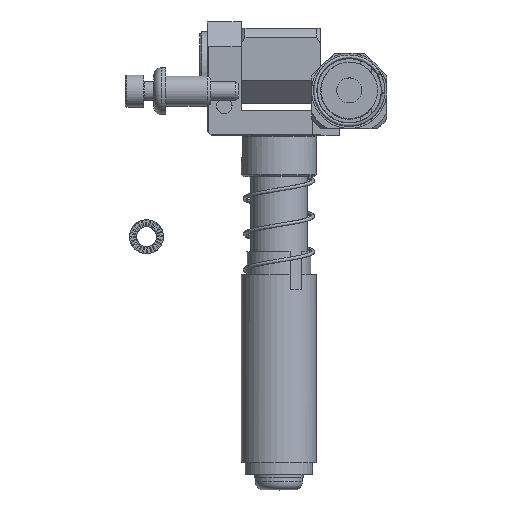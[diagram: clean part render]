
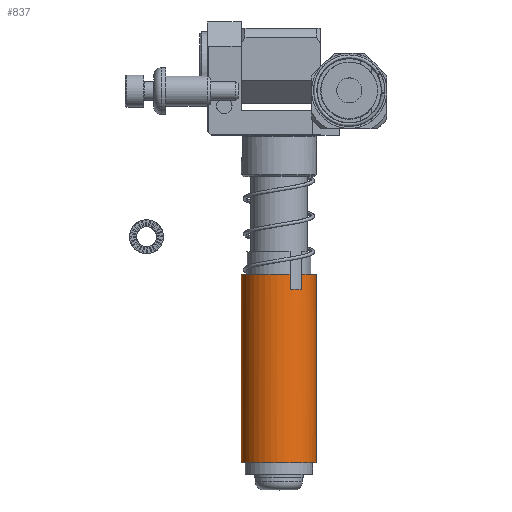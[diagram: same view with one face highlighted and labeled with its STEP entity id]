
A CAD part, top view. The second image highlights one B-rep face of the part: STEP entity #837.
In plain terms, the highlighted cylindrical face has radius 10 mm (diameter 20 mm), a full revolution.
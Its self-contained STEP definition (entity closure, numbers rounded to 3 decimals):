
#837 = ADVANCED_FACE( '', ( #1741, #1742 ), #1743, .T. );
#1741 = FACE_OUTER_BOUND( '', #3708, .T. );
#1742 = FACE_OUTER_BOUND( '', #3709, .T. );
#1743 = CYLINDRICAL_SURFACE( '', #3710, 10. );
#3708 = EDGE_LOOP( '', ( #6205, #6206, #6207, #6208, #6209, #6210, #6211, #6212 ) );
#3709 = EDGE_LOOP( '', ( #6213 ) );
#3710 = AXIS2_PLACEMENT_3D( '', #6214, #6215, #6216 );
#6205 = ORIENTED_EDGE( '', *, *, #7601, .T. );
#6206 = ORIENTED_EDGE( '', *, *, #7252, .T. );
#6207 = ORIENTED_EDGE( '', *, *, #7009, .T. );
#6208 = ORIENTED_EDGE( '', *, *, #7258, .F. );
#6209 = ORIENTED_EDGE( '', *, *, #7101, .T. );
#6210 = ORIENTED_EDGE( '', *, *, #7326, .T. );
#6211 = ORIENTED_EDGE( '', *, *, #7602, .T. );
#6212 = ORIENTED_EDGE( '', *, *, #7564, .F. );
#6213 = ORIENTED_EDGE( '', *, *, #7375, .F. );
#6214 = CARTESIAN_POINT( '', ( 0., 0., 56. ) );
#6215 = DIRECTION( '', ( 0., 0., 1. ) );
#6216 = DIRECTION( '', ( -1., 0., 0. ) );
#7009 = EDGE_CURVE( '', #8422, #8420, #8423, .F. );
#7101 = EDGE_CURVE( '', #8564, #8562, #8565, .T. );
#7252 = EDGE_CURVE( '', #8771, #8422, #8775, .F. );
#7258 = EDGE_CURVE( '', #8564, #8420, #8783, .T. );
#7326 = EDGE_CURVE( '', #8562, #8880, #8882, .F. );
#7375 = EDGE_CURVE( '', #8952, #8952, #8953, .T. );
#7564 = EDGE_CURVE( '', #9202, #9203, #9204, .T. );
#7601 = EDGE_CURVE( '', #9202, #8771, #9242, .T. );
#7602 = EDGE_CURVE( '', #8880, #9203, #9243, .F. );
#8420 = VERTEX_POINT( '', #10392 );
#8422 = VERTEX_POINT( '', #10395 );
#8423 = LINE( '', #10396, #10397 );
#8562 = VERTEX_POINT( '', #10829 );
#8564 = VERTEX_POINT( '', #10832 );
#8565 = LINE( '', #10833, #10834 );
#8771 = VERTEX_POINT( '', #11182 );
#8775 = CIRCLE( '', #11187, 10. );
#8783 = CIRCLE( '', #11198, 10. );
#8880 = VERTEX_POINT( '', #11328 );
#8882 = CIRCLE( '', #11331, 10. );
#8952 = VERTEX_POINT( '', #11499 );
#8953 = CIRCLE( '', #11500, 10. );
#9202 = VERTEX_POINT( '', #11839 );
#9203 = VERTEX_POINT( '', #11840 );
#9204 = CIRCLE( '', #11841, 10. );
#9242 = LINE( '', #11894, #11895 );
#9243 = LINE( '', #11896, #11897 );
#10392 = CARTESIAN_POINT( '', ( 2.95, -9.555, 50. ) );
#10395 = CARTESIAN_POINT( '', ( 2.95, -9.555, 46. ) );
#10396 = CARTESIAN_POINT( '', ( 2.95, -9.555, 56. ) );
#10397 = VECTOR( '', #12640, 1000. );
#10829 = CARTESIAN_POINT( '', ( 2.95, 9.555, 46. ) );
#10832 = CARTESIAN_POINT( '', ( 2.95, 9.555, 50. ) );
#10833 = CARTESIAN_POINT( '', ( 2.95, 9.555, 56. ) );
#10834 = VECTOR( '', #12733, 1000. );
#11182 = CARTESIAN_POINT( '', ( 5.95, -8.037, 46. ) );
#11187 = AXIS2_PLACEMENT_3D( '', #12886, #12887, #12888 );
#11198 = AXIS2_PLACEMENT_3D( '', #12892, #12893, #12894 );
#11328 = CARTESIAN_POINT( '', ( 5.95, 8.037, 46. ) );
#11331 = AXIS2_PLACEMENT_3D( '', #12971, #12972, #12973 );
#11499 = CARTESIAN_POINT( '', ( 10., 0., 0. ) );
#11500 = AXIS2_PLACEMENT_3D( '', #13024, #13025, #13026 );
#11839 = CARTESIAN_POINT( '', ( 5.95, -8.037, 50. ) );
#11840 = CARTESIAN_POINT( '', ( 5.95, 8.037, 50. ) );
#11841 = AXIS2_PLACEMENT_3D( '', #13279, #13280, #13281 );
#11894 = CARTESIAN_POINT( '', ( 5.95, -8.037, 56. ) );
#11895 = VECTOR( '', #13303, 1000. );
#11896 = CARTESIAN_POINT( '', ( 5.95, 8.037, 56. ) );
#11897 = VECTOR( '', #13304, 1000. );
#12640 = DIRECTION( '', ( 0., 0., -1. ) );
#12733 = DIRECTION( '', ( 0., 0., -1. ) );
#12886 = CARTESIAN_POINT( '', ( 0., 0., 46. ) );
#12887 = DIRECTION( '', ( 0., 0., 1. ) );
#12888 = DIRECTION( '', ( 1., 0., 0. ) );
#12892 = CARTESIAN_POINT( '', ( 0., 0., 50. ) );
#12893 = DIRECTION( '', ( 0., 0., 1. ) );
#12894 = DIRECTION( '', ( 1., 0., 0. ) );
#12971 = CARTESIAN_POINT( '', ( 0., 0., 46. ) );
#12972 = DIRECTION( '', ( 0., 0., 1. ) );
#12973 = DIRECTION( '', ( 1., 0., 0. ) );
#13024 = CARTESIAN_POINT( '', ( 0., 0., 0. ) );
#13025 = DIRECTION( '', ( 0., 0., -1. ) );
#13026 = DIRECTION( '', ( 1., 0., 0. ) );
#13279 = CARTESIAN_POINT( '', ( 0., 0., 50. ) );
#13280 = DIRECTION( '', ( 0., 0., 1. ) );
#13281 = DIRECTION( '', ( 1., 0., 0. ) );
#13303 = DIRECTION( '', ( 0., 0., -1. ) );
#13304 = DIRECTION( '', ( 0., 0., -1. ) );
